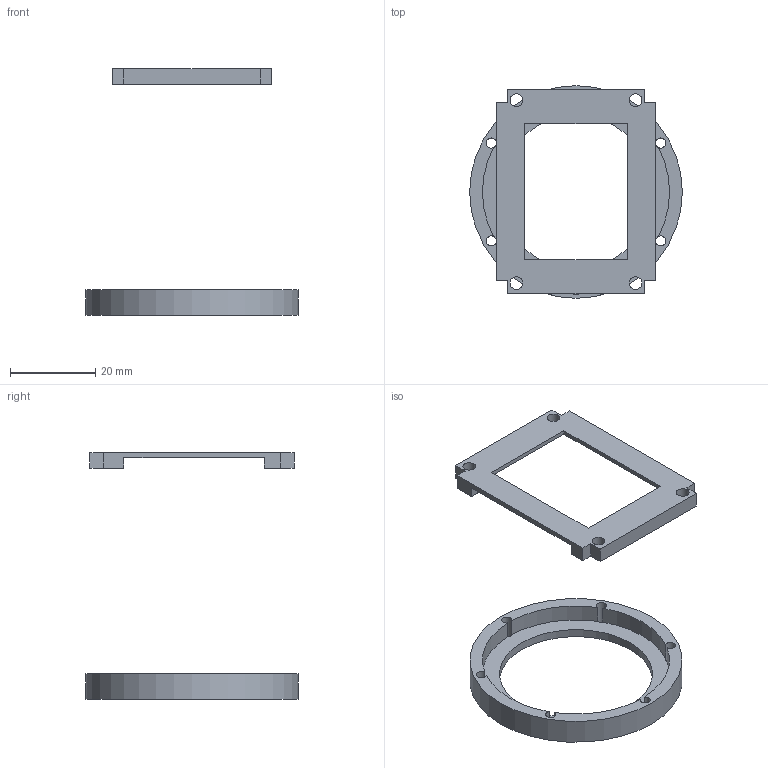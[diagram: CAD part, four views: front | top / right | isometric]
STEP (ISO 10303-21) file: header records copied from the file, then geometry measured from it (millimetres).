
FILE_DESCRIPTION(/* description */ (''),/* implementation_level */ '2;1');
FILE_NAME(/* name */ 'pc attach ring.step',/* time_stamp */ '2022-05-08T13:27:54-04:00',/* author */ (''),/* organization */ (''),/* preprocessor_version */ 'ST-DEVELOPER v18.1',/* originating_system */ 'Autodesk Translation Framework v10.14.0.1471',/* authorisation */ '');
FILE_SCHEMA (('AUTOMOTIVE_DESIGN { 1 0 10303 214 3 1 1 }'));
Length unit declared in the file: millimetre
Products named in the file (2): pc attach ring; screen tighten
Assembly tree (1 placements, depth 2):
  pc attach ring
    screen tighten
Bounding box: 50 x 50 x 58 mm (x, y, z)
Volume: 5389.5 mm3; surface area: 6626 mm2
Topology: 2 solids, 2 shells, 51 faces, 156 edges, 104 vertices
Faces by surface type: plane 33, cylinder 18
Full cylindrical faces by diameter (mm): 2.4 x6, 3 x4, 36 x1, 50 x1
Entity records: 1860 total; most frequent: CARTESIAN_POINT 314, ORIENTED_EDGE 312, DIRECTION 312, EDGE_CURVE 156, LINE 108, VECTOR 108, VERTEX_POINT 104, AXIS2_PLACEMENT_3D 102
